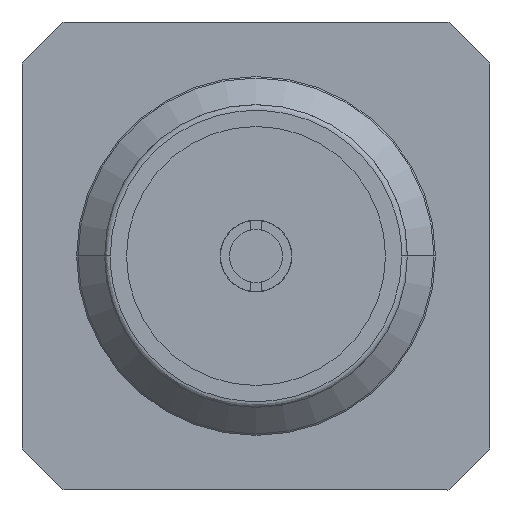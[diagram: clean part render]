
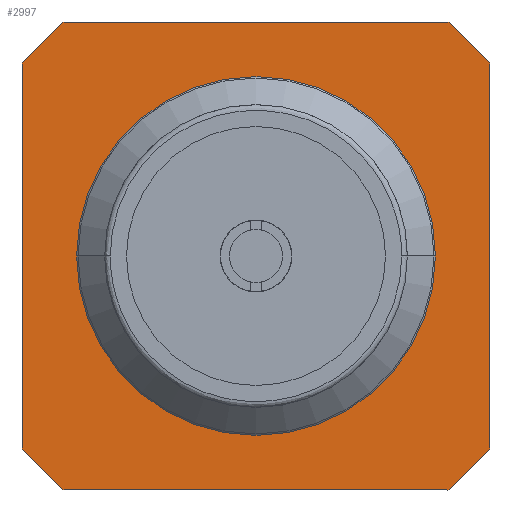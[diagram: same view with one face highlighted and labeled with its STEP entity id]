
A CAD part, left-side view. The second image highlights one B-rep face of the part: STEP entity #2997.
In plain terms, the highlighted planar face has unit normal (-1, 0, 0).
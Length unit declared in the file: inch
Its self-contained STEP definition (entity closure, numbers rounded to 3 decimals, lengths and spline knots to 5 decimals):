
#45 = AXIS2_PLACEMENT_3D ( 'NONE', #801, #3194, #1800 ) ;
#81 = DIRECTION ( 'NONE',  ( 0., -1., 0. ) ) ;
#84 = VERTEX_POINT ( 'NONE', #1829 ) ;
#139 = VERTEX_POINT ( 'NONE', #2245 ) ;
#229 = VERTEX_POINT ( 'NONE', #3640 ) ;
#284 = DIRECTION ( 'NONE',  ( 1., 0., 0. ) ) ;
#327 = EDGE_CURVE ( 'NONE', #229, #139, #3273, .T. ) ;
#473 = CARTESIAN_POINT ( 'NONE',  ( 51.44929, 21.04244, 0. ) ) ;
#525 = ORIENTED_EDGE ( 'NONE', *, *, #581, .T. ) ;
#578 = CIRCLE ( 'NONE', #3176, 0.2126 ) ;
#581 = EDGE_CURVE ( 'NONE', #2670, #1761, #4250, .T. ) ;
#614 = LINE ( 'NONE', #636, #1567 ) ;
#636 = CARTESIAN_POINT ( 'NONE',  ( 51.44929, 21.11606, 0.16437 ) ) ;
#729 = LINE ( 'NONE', #2060, #3453 ) ;
#741 = ORIENTED_EDGE ( 'NONE', *, *, #4312, .T. ) ;
#787 = EDGE_CURVE ( 'NONE', #229, #84, #3458, .T. ) ;
#801 = CARTESIAN_POINT ( 'NONE',  ( 51.44929, 21.04244, 0. ) ) ;
#896 = DIRECTION ( 'NONE',  ( 0., -1., 0. ) ) ;
#914 = DIRECTION ( 'NONE',  ( 0., -1., 0. ) ) ;
#935 = CARTESIAN_POINT ( 'NONE',  ( 51.44929, 21.04244, 0. ) ) ;
#961 = VECTOR ( 'NONE', #2066, 39.37008 ) ;
#1022 = ORIENTED_EDGE ( 'NONE', *, *, #2502, .F. ) ;
#1030 = VECTOR ( 'NONE', #2520, 39.37008 ) ;
#1059 = CARTESIAN_POINT ( 'NONE',  ( 51.44929, 21.11606, -0.16437 ) ) ;
#1131 = CARTESIAN_POINT ( 'NONE',  ( 51.44929, 20.91646, 0. ) ) ;
#1157 = VERTEX_POINT ( 'NONE', #1730 ) ;
#1224 = AXIS2_PLACEMENT_3D ( 'NONE', #4227, #284, #896 ) ;
#1407 = DIRECTION ( 'NONE',  ( -1., 0., 0. ) ) ;
#1453 = CARTESIAN_POINT ( 'NONE',  ( 51.44929, 0., 0. ) ) ;
#1567 = VECTOR ( 'NONE', #1895, 39.37008 ) ;
#1590 = AXIS2_PLACEMENT_3D ( 'NONE', #473, #4108, #3518 ) ;
#1628 = EDGE_CURVE ( 'NONE', #3598, #139, #2768, .T. ) ;
#1684 = ORIENTED_EDGE ( 'NONE', *, *, #3506, .T. ) ;
#1699 = CARTESIAN_POINT ( 'NONE',  ( 51.44929, 21.04244, 0. ) ) ;
#1730 = CARTESIAN_POINT ( 'NONE',  ( 51.44929, 21.17728, 0.16437 ) ) ;
#1731 = DIRECTION ( 'NONE',  ( 0., 0., 1. ) ) ;
#1740 = DIRECTION ( 'NONE',  ( 1., 0., 0. ) ) ;
#1761 = VERTEX_POINT ( 'NONE', #4277 ) ;
#1800 = DIRECTION ( 'NONE',  ( 0., 1., 0. ) ) ;
#1829 = CARTESIAN_POINT ( 'NONE',  ( 51.44929, 20.90761, -0.16437 ) ) ;
#1875 = VERTEX_POINT ( 'NONE', #4087 ) ;
#1895 = DIRECTION ( 'NONE',  ( 0., 1., 0. ) ) ;
#2006 = EDGE_LOOP ( 'NONE', ( #2593, #1022, #3802, #525, #1684, #3935, #3569, #3807 ) ) ;
#2060 = CARTESIAN_POINT ( 'NONE',  ( 51.44929, 20.87807, 0.13484 ) ) ;
#2066 = DIRECTION ( 'NONE',  ( 0., -1., 0. ) ) ;
#2120 = AXIS2_PLACEMENT_3D ( 'NONE', #1453, #1407, #2802 ) ;
#2245 = CARTESIAN_POINT ( 'NONE',  ( 51.44929, 21.20681, -0.13484 ) ) ;
#2419 = EDGE_CURVE ( 'NONE', #3981, #2670, #729, .T. ) ;
#2502 = EDGE_CURVE ( 'NONE', #3981, #84, #578, .T. ) ;
#2507 = FACE_BOUND ( 'NONE', #3634, .T. ) ;
#2520 = DIRECTION ( 'NONE',  ( 0., 0., -1. ) ) ;
#2593 = ORIENTED_EDGE ( 'NONE', *, *, #787, .T. ) ;
#2646 = CARTESIAN_POINT ( 'NONE',  ( 51.44929, 20.87807, -0.13484 ) ) ;
#2670 = VERTEX_POINT ( 'NONE', #3956 ) ;
#2768 = LINE ( 'NONE', #4098, #1030 ) ;
#2802 = DIRECTION ( 'NONE',  ( 0., -1., 0. ) ) ;
#2926 = AXIS2_PLACEMENT_3D ( 'NONE', #935, #2979, #914 ) ;
#2932 = CIRCLE ( 'NONE', #1590, 0.12598 ) ;
#2979 = DIRECTION ( 'NONE',  ( -1., 0., 0. ) ) ;
#2997 = ADVANCED_FACE ( 'NONE', ( #2507, #3131 ), #4175, .T. ) ;
#3131 = FACE_OUTER_BOUND ( 'NONE', #2006, .T. ) ;
#3176 = AXIS2_PLACEMENT_3D ( 'NONE', #4336, #3654, #3937 ) ;
#3194 = DIRECTION ( 'NONE',  ( 1., 0., 0. ) ) ;
#3260 = ORIENTED_EDGE ( 'NONE', *, *, #4278, .T. ) ;
#3273 = CIRCLE ( 'NONE', #3341, 0.2126 ) ;
#3341 = AXIS2_PLACEMENT_3D ( 'NONE', #1699, #1740, #81 ) ;
#3453 = VECTOR ( 'NONE', #1731, 39.37008 ) ;
#3458 = LINE ( 'NONE', #1059, #961 ) ;
#3463 = VERTEX_POINT ( 'NONE', #1131 ) ;
#3506 = EDGE_CURVE ( 'NONE', #1761, #1157, #614, .T. ) ;
#3518 = DIRECTION ( 'NONE',  ( 0., 1., 0. ) ) ;
#3569 = ORIENTED_EDGE ( 'NONE', *, *, #1628, .T. ) ;
#3598 = VERTEX_POINT ( 'NONE', #4316 ) ;
#3634 = EDGE_LOOP ( 'NONE', ( #741, #3260 ) ) ;
#3640 = CARTESIAN_POINT ( 'NONE',  ( 51.44929, 21.17728, -0.16437 ) ) ;
#3654 = DIRECTION ( 'NONE',  ( 1., 0., 0. ) ) ;
#3667 = EDGE_CURVE ( 'NONE', #3598, #1157, #4305, .T. ) ;
#3802 = ORIENTED_EDGE ( 'NONE', *, *, #2419, .T. ) ;
#3807 = ORIENTED_EDGE ( 'NONE', *, *, #327, .F. ) ;
#3935 = ORIENTED_EDGE ( 'NONE', *, *, #3667, .F. ) ;
#3937 = DIRECTION ( 'NONE',  ( 0., -1., 0. ) ) ;
#3956 = CARTESIAN_POINT ( 'NONE',  ( 51.44929, 20.87807, 0.13484 ) ) ;
#3981 = VERTEX_POINT ( 'NONE', #2646 ) ;
#4036 = CIRCLE ( 'NONE', #45, 0.12598 ) ;
#4087 = CARTESIAN_POINT ( 'NONE',  ( 51.44929, 21.16842, 0. ) ) ;
#4098 = CARTESIAN_POINT ( 'NONE',  ( 51.44929, 21.20681, -0.13484 ) ) ;
#4108 = DIRECTION ( 'NONE',  ( 1., 0., 0. ) ) ;
#4175 = PLANE ( 'NONE',  #2120 ) ;
#4227 = CARTESIAN_POINT ( 'NONE',  ( 51.44929, 21.04244, 0. ) ) ;
#4250 = CIRCLE ( 'NONE', #2926, 0.2126 ) ;
#4277 = CARTESIAN_POINT ( 'NONE',  ( 51.44929, 20.90761, 0.16437 ) ) ;
#4278 = EDGE_CURVE ( 'NONE', #1875, #3463, #2932, .T. ) ;
#4305 = CIRCLE ( 'NONE', #1224, 0.2126 ) ;
#4312 = EDGE_CURVE ( 'NONE', #3463, #1875, #4036, .T. ) ;
#4316 = CARTESIAN_POINT ( 'NONE',  ( 51.44929, 21.20681, 0.13484 ) ) ;
#4336 = CARTESIAN_POINT ( 'NONE',  ( 51.44929, 21.04244, 0. ) ) ;
